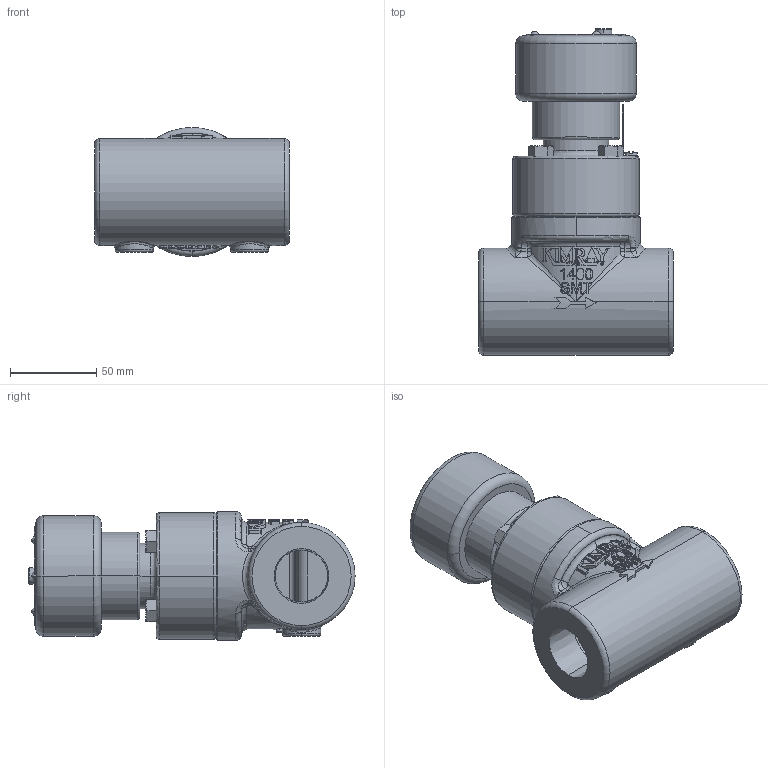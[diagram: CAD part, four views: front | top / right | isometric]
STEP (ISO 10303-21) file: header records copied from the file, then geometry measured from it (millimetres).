
FILE_DESCRIPTION (( 'STEP AP203' ), '1' );
FILE_NAME ('1 INCH 1400 SMVT (EGA).STEP', '2018-02-19T20:48:49', ( '' ), ( '' ), 'SwSTEP 2.0', 'SolidWorks 2016', '' );
FILE_SCHEMA (( 'CONFIG_CONTROL_DESIGN' ));
Length unit declared in the file: inch
Products named in the file (1): 1 INCH 1400 SMVT (EGA)
Bounding box: 112.67 x 188.63 x 74.61 mm (x, y, z)
Volume: 684310 mm3; surface area: 79779.5 mm2
Topology: 1 solids, 1 shells, 733 faces, 1933 edges, 1217 vertices
Faces by surface type: plane 326, cylinder 173, bspline 133, cone 41, torus 40, sphere 20
Entity records: 31244 total; most frequent: CARTESIAN_POINT 14827, ORIENTED_EDGE 3830, DIRECTION 2930, EDGE_CURVE 1915, VERTEX_POINT 1217, AXIS2_PLACEMENT_3D 1096, EDGE_LOOP 768, VECTOR 738
